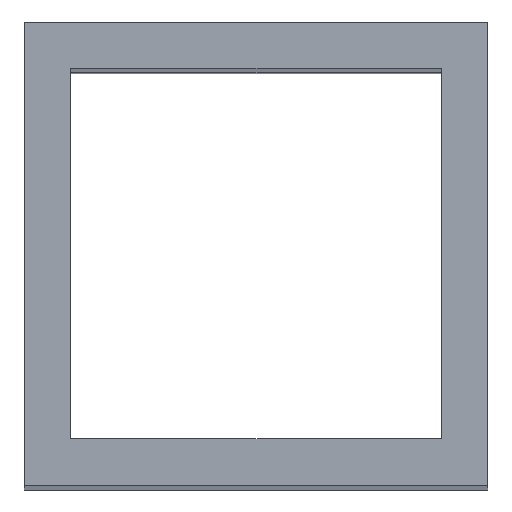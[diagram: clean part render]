
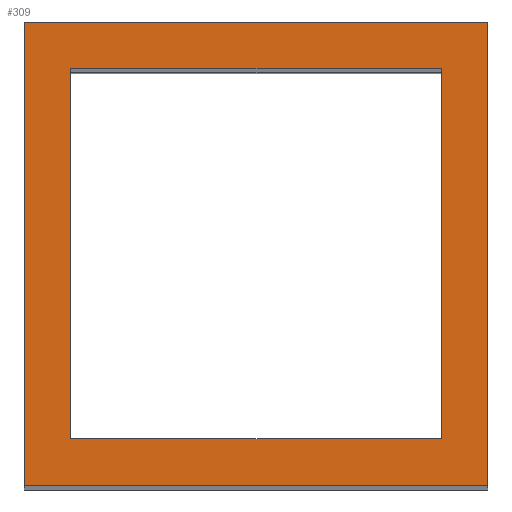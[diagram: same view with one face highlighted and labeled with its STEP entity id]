
A CAD part, top view. The second image highlights one B-rep face of the part: STEP entity #309.
In plain terms, the highlighted planar face has unit normal (0, 0, 1).
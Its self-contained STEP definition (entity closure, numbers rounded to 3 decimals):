
#5 = CARTESIAN_POINT ( 'NONE',  ( 6., -6., 100. ) ) ;
#8 = VECTOR ( 'NONE', #648, 1000. ) ;
#13 = EDGE_LOOP ( 'NONE', ( #434, #652, #32, #299 ) ) ;
#16 = VECTOR ( 'NONE', #163, 1000. ) ;
#18 = DIRECTION ( 'NONE',  ( 0., 1., 0. ) ) ;
#26 = CARTESIAN_POINT ( 'NONE',  ( 7.5, -7.5, 100. ) ) ;
#32 = ORIENTED_EDGE ( 'NONE', *, *, #307, .F. ) ;
#49 = EDGE_LOOP ( 'NONE', ( #537, #73, #226, #343 ) ) ;
#73 = ORIENTED_EDGE ( 'NONE', *, *, #478, .T. ) ;
#97 = AXIS2_PLACEMENT_3D ( 'NONE', #168, #534, #594 ) ;
#104 = EDGE_CURVE ( 'NONE', #182, #356, #359, .T. ) ;
#114 = FACE_BOUND ( 'NONE', #13, .T. ) ;
#143 = LINE ( 'NONE', #235, #673 ) ;
#145 = CARTESIAN_POINT ( 'NONE',  ( -6., 6., 100. ) ) ;
#148 = CARTESIAN_POINT ( 'NONE',  ( -7.5, -7.5, 100. ) ) ;
#159 = DIRECTION ( 'NONE',  ( 1., 0., 0. ) ) ;
#162 = CARTESIAN_POINT ( 'NONE',  ( -7.5, -7.5, 100. ) ) ;
#163 = DIRECTION ( 'NONE',  ( 0., -1., 0. ) ) ;
#168 = CARTESIAN_POINT ( 'NONE',  ( 7.5, 7.5, 100. ) ) ;
#173 = DIRECTION ( 'NONE',  ( 1., 0., 0. ) ) ;
#180 = CARTESIAN_POINT ( 'NONE',  ( -7.5, 7.5, 100. ) ) ;
#182 = VERTEX_POINT ( 'NONE', #5 ) ;
#196 = EDGE_CURVE ( 'NONE', #531, #366, #256, .T. ) ;
#199 = EDGE_CURVE ( 'NONE', #591, #531, #255, .T. ) ;
#226 = ORIENTED_EDGE ( 'NONE', *, *, #199, .T. ) ;
#235 = CARTESIAN_POINT ( 'NONE',  ( -6., -6., 100. ) ) ;
#236 = LINE ( 'NONE', #536, #429 ) ;
#240 = VERTEX_POINT ( 'NONE', #486 ) ;
#253 = CARTESIAN_POINT ( 'NONE',  ( 6., -6., 100. ) ) ;
#254 = DIRECTION ( 'NONE',  ( 0., 1., 0. ) ) ;
#255 = LINE ( 'NONE', #427, #16 ) ;
#256 = LINE ( 'NONE', #162, #574 ) ;
#299 = ORIENTED_EDGE ( 'NONE', *, *, #465, .F. ) ;
#307 = EDGE_CURVE ( 'NONE', #665, #182, #236, .T. ) ;
#309 = ADVANCED_FACE ( 'NONE', ( #114, #378 ), #321, .F. ) ;
#318 = LINE ( 'NONE', #180, #8 ) ;
#321 = PLANE ( 'NONE',  #97 ) ;
#343 = ORIENTED_EDGE ( 'NONE', *, *, #196, .T. ) ;
#356 = VERTEX_POINT ( 'NONE', #484 ) ;
#359 = LINE ( 'NONE', #253, #597 ) ;
#366 = VERTEX_POINT ( 'NONE', #26 ) ;
#378 = FACE_OUTER_BOUND ( 'NONE', #49, .T. ) ;
#397 = DIRECTION ( 'NONE',  ( 0., -1., 0. ) ) ;
#427 = CARTESIAN_POINT ( 'NONE',  ( -7.5, -7.5, 100. ) ) ;
#429 = VECTOR ( 'NONE', #173, 1000. ) ;
#434 = ORIENTED_EDGE ( 'NONE', *, *, #530, .F. ) ;
#449 = CARTESIAN_POINT ( 'NONE',  ( -6., -6., 100. ) ) ;
#465 = EDGE_CURVE ( 'NONE', #663, #665, #143, .T. ) ;
#478 = EDGE_CURVE ( 'NONE', #240, #591, #318, .T. ) ;
#484 = CARTESIAN_POINT ( 'NONE',  ( 6., 6., 100. ) ) ;
#486 = CARTESIAN_POINT ( 'NONE',  ( 7.5, 7.5, 100. ) ) ;
#497 = CARTESIAN_POINT ( 'NONE',  ( -7.5, 7.5, 100. ) ) ;
#508 = DIRECTION ( 'NONE',  ( -1., 0., 0. ) ) ;
#524 = VECTOR ( 'NONE', #18, 1000. ) ;
#530 = EDGE_CURVE ( 'NONE', #356, #663, #570, .T. ) ;
#531 = VERTEX_POINT ( 'NONE', #148 ) ;
#534 = DIRECTION ( 'NONE',  ( 0., 0., -1. ) ) ;
#536 = CARTESIAN_POINT ( 'NONE',  ( -6., -6., 100. ) ) ;
#537 = ORIENTED_EDGE ( 'NONE', *, *, #575, .T. ) ;
#554 = LINE ( 'NONE', #638, #524 ) ;
#570 = LINE ( 'NONE', #145, #598 ) ;
#574 = VECTOR ( 'NONE', #159, 1000. ) ;
#575 = EDGE_CURVE ( 'NONE', #366, #240, #554, .T. ) ;
#591 = VERTEX_POINT ( 'NONE', #497 ) ;
#594 = DIRECTION ( 'NONE',  ( -1., 0., 0. ) ) ;
#595 = CARTESIAN_POINT ( 'NONE',  ( -6., 6., 100. ) ) ;
#597 = VECTOR ( 'NONE', #254, 1000. ) ;
#598 = VECTOR ( 'NONE', #508, 1000. ) ;
#638 = CARTESIAN_POINT ( 'NONE',  ( 7.5, -7.5, 100. ) ) ;
#648 = DIRECTION ( 'NONE',  ( -1., 0., 0. ) ) ;
#652 = ORIENTED_EDGE ( 'NONE', *, *, #104, .F. ) ;
#663 = VERTEX_POINT ( 'NONE', #595 ) ;
#665 = VERTEX_POINT ( 'NONE', #449 ) ;
#673 = VECTOR ( 'NONE', #397, 1000. ) ;
